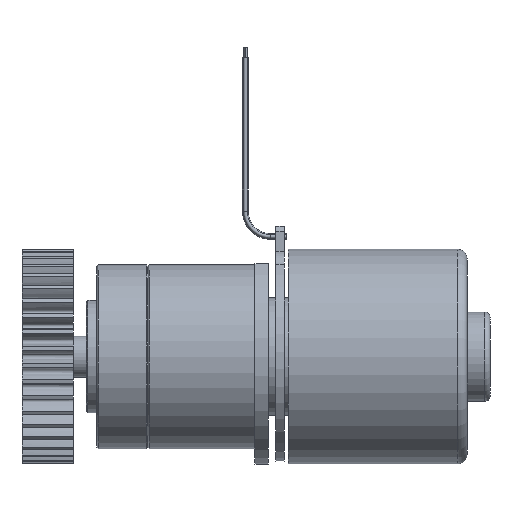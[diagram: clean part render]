
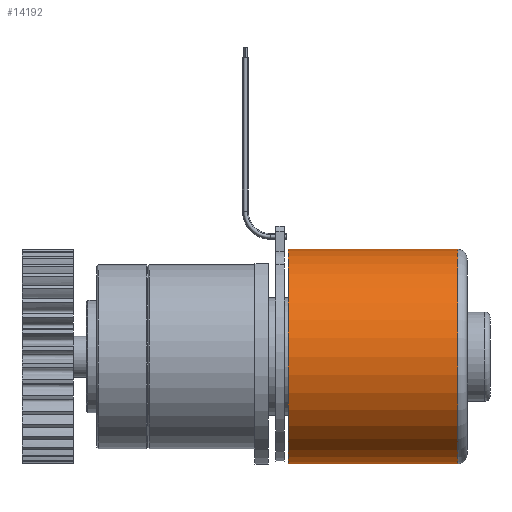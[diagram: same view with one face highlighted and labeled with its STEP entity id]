
A CAD part, left-side view. The second image highlights one B-rep face of the part: STEP entity #14192.
In plain terms, the highlighted cylindrical face has radius 21 mm (diameter 42 mm), a partial arc.
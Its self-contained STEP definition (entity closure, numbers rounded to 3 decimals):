
#266 = VERTEX_POINT ( 'NONE', #4633 ) ;
#1646 = CARTESIAN_POINT ( 'NONE',  ( 0., -72.5, 0. ) ) ;
#2413 = DIRECTION ( 'NONE',  ( 0., -1., 0. ) ) ;
#3051 = CYLINDRICAL_SURFACE ( 'NONE', #6384, 21. ) ;
#3221 = DIRECTION ( 'NONE',  ( 0., -1., 0. ) ) ;
#3747 = CARTESIAN_POINT ( 'NONE',  ( 0., -70.7, 0. ) ) ;
#3919 = AXIS2_PLACEMENT_3D ( 'NONE', #7090, #4950, #17173 ) ;
#4010 = AXIS2_PLACEMENT_3D ( 'NONE', #3747, #6637, #9816 ) ;
#4107 = ORIENTED_EDGE ( 'NONE', *, *, #7746, .T. ) ;
#4633 = CARTESIAN_POINT ( 'NONE',  ( 0., -37.5, -21. ) ) ;
#4746 = FACE_OUTER_BOUND ( 'NONE', #13837, .T. ) ;
#4950 = DIRECTION ( 'NONE',  ( 0., -1., 0. ) ) ;
#5242 = CARTESIAN_POINT ( 'NONE',  ( 0., -37.5, 21. ) ) ;
#6127 = VERTEX_POINT ( 'NONE', #5242 ) ;
#6384 = AXIS2_PLACEMENT_3D ( 'NONE', #1646, #14995, #10606 ) ;
#6399 = VERTEX_POINT ( 'NONE', #6989 ) ;
#6594 = VECTOR ( 'NONE', #3221, 1000. ) ;
#6637 = DIRECTION ( 'NONE',  ( 0., 1., 0. ) ) ;
#6989 = CARTESIAN_POINT ( 'NONE',  ( 0., -70.7, -21. ) ) ;
#7090 = CARTESIAN_POINT ( 'NONE',  ( 0., -37.5, 0. ) ) ;
#7746 = EDGE_CURVE ( 'NONE', #6399, #13418, #14484, .T. ) ;
#8161 = VECTOR ( 'NONE', #2413, 1000. ) ;
#9382 = LINE ( 'NONE', #16756, #6594 ) ;
#9816 = DIRECTION ( 'NONE',  ( 0., 0., 1. ) ) ;
#9951 = ORIENTED_EDGE ( 'NONE', *, *, #10239, .F. ) ;
#9974 = LINE ( 'NONE', #16446, #8161 ) ;
#10066 = EDGE_CURVE ( 'NONE', #266, #6399, #9382, .T. ) ;
#10239 = EDGE_CURVE ( 'NONE', #6127, #13418, #9974, .T. ) ;
#10606 = DIRECTION ( 'NONE',  ( 0., 0., -1. ) ) ;
#11515 = ORIENTED_EDGE ( 'NONE', *, *, #10066, .T. ) ;
#13418 = VERTEX_POINT ( 'NONE', #17675 ) ;
#13439 = CIRCLE ( 'NONE', #3919, 21. ) ;
#13837 = EDGE_LOOP ( 'NONE', ( #9951, #14906, #11515, #4107 ) ) ;
#14192 = ADVANCED_FACE ( 'NONE', ( #4746 ), #3051, .T. ) ;
#14484 = CIRCLE ( 'NONE', #4010, 21. ) ;
#14617 = EDGE_CURVE ( 'NONE', #6127, #266, #13439, .T. ) ;
#14906 = ORIENTED_EDGE ( 'NONE', *, *, #14617, .T. ) ;
#14995 = DIRECTION ( 'NONE',  ( 0., -1., 0. ) ) ;
#16446 = CARTESIAN_POINT ( 'NONE',  ( 0., -72.5, 21. ) ) ;
#16756 = CARTESIAN_POINT ( 'NONE',  ( 0., -72.5, -21. ) ) ;
#17173 = DIRECTION ( 'NONE',  ( 0., 0., -1. ) ) ;
#17675 = CARTESIAN_POINT ( 'NONE',  ( 0., -70.7, 21. ) ) ;
